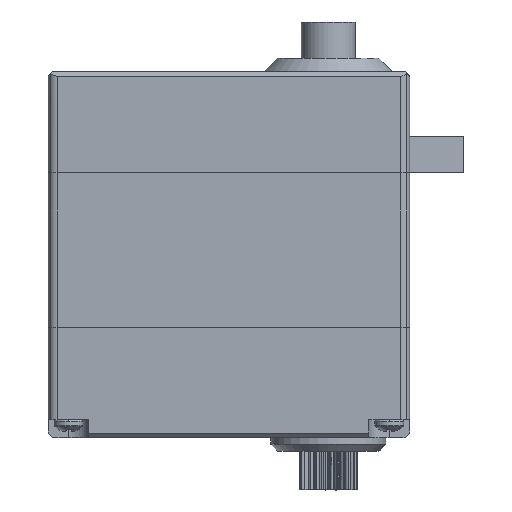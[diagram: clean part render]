
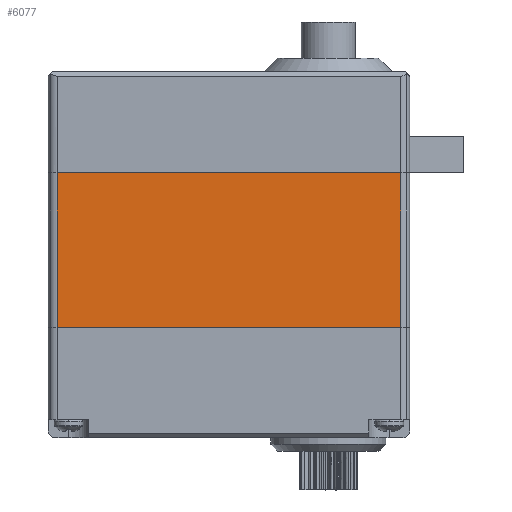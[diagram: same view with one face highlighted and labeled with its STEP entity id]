
A CAD part, front view. The second image highlights one B-rep face of the part: STEP entity #6077.
In plain terms, the highlighted planar face has unit normal (0, -1, 0).
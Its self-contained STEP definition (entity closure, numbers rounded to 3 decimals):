
#144 = EDGE_CURVE ( 'NONE', #29998, #21250, #24652, .T. ) ;
#785 = VECTOR ( 'NONE', #33618, 1000. ) ;
#1584 = ORIENTED_EDGE ( 'NONE', *, *, #31307, .F. ) ;
#2297 = VECTOR ( 'NONE', #29633, 1000. ) ;
#3428 = DIRECTION ( 'NONE',  ( 1., 0., 0. ) ) ;
#4091 = FACE_OUTER_BOUND ( 'NONE', #14152, .T. ) ;
#4674 = VERTEX_POINT ( 'NONE', #35863 ) ;
#6077 = ADVANCED_FACE ( 'NONE', ( #4091 ), #7070, .F. ) ;
#6263 = EDGE_CURVE ( 'NONE', #4674, #15772, #19158, .T. ) ;
#7070 = PLANE ( 'NONE',  #25505 ) ;
#9830 = ORIENTED_EDGE ( 'NONE', *, *, #6263, .T. ) ;
#10408 = CARTESIAN_POINT ( 'NONE',  ( 19., 0., 9.05 ) ) ;
#11065 = LINE ( 'NONE', #32370, #29798 ) ;
#14152 = EDGE_LOOP ( 'NONE', ( #26469, #20352, #9830, #1584 ) ) ;
#15772 = VERTEX_POINT ( 'NONE', #28999 ) ;
#16163 = CARTESIAN_POINT ( 'NONE',  ( 0., 0., -8.05 ) ) ;
#17643 = DIRECTION ( 'NONE',  ( 0., 0., 1. ) ) ;
#19158 = LINE ( 'NONE', #16163, #37608 ) ;
#19904 = LINE ( 'NONE', #32033, #2297 ) ;
#20352 = ORIENTED_EDGE ( 'NONE', *, *, #39059, .F. ) ;
#21250 = VERTEX_POINT ( 'NONE', #10408 ) ;
#24652 = LINE ( 'NONE', #34212, #785 ) ;
#24794 = DIRECTION ( 'NONE',  ( 1., 0., 0. ) ) ;
#24984 = DIRECTION ( 'NONE',  ( 0., 1., 0. ) ) ;
#25505 = AXIS2_PLACEMENT_3D ( 'NONE', #27779, #24984, #24794 ) ;
#26469 = ORIENTED_EDGE ( 'NONE', *, *, #144, .F. ) ;
#27779 = CARTESIAN_POINT ( 'NONE',  ( 0., 0., 0. ) ) ;
#28999 = CARTESIAN_POINT ( 'NONE',  ( 19., 0., -8.05 ) ) ;
#29633 = DIRECTION ( 'NONE',  ( 0., 0., -1. ) ) ;
#29798 = VECTOR ( 'NONE', #17643, 1000. ) ;
#29998 = VERTEX_POINT ( 'NONE', #31631 ) ;
#31307 = EDGE_CURVE ( 'NONE', #21250, #15772, #19904, .T. ) ;
#31631 = CARTESIAN_POINT ( 'NONE',  ( -19., 0., 9.05 ) ) ;
#32033 = CARTESIAN_POINT ( 'NONE',  ( 19., 0., 10.125 ) ) ;
#32370 = CARTESIAN_POINT ( 'NONE',  ( -19., 0., -10.125 ) ) ;
#33618 = DIRECTION ( 'NONE',  ( 1., 0., 0. ) ) ;
#34212 = CARTESIAN_POINT ( 'NONE',  ( 0., 0., 9.05 ) ) ;
#35863 = CARTESIAN_POINT ( 'NONE',  ( -19., 0., -8.05 ) ) ;
#37608 = VECTOR ( 'NONE', #3428, 1000. ) ;
#39059 = EDGE_CURVE ( 'NONE', #4674, #29998, #11065, .T. ) ;
